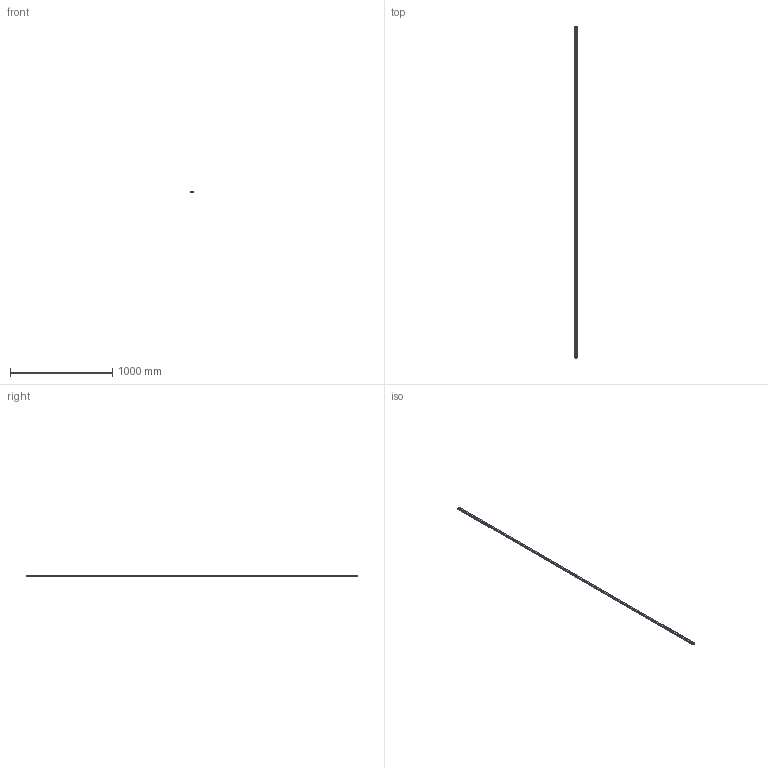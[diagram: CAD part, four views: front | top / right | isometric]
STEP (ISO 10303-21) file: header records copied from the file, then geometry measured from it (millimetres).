
FILE_DESCRIPTION(('STEP AP214'),'1');
FILE_NAME('cctmp_195BE1D0-0F1B-4395-9A46-7E504646C20D_2021_02_09_11_52_54_0128..stp','2021-02-09T10:52:54',('HIWIN GmbH'),('CADClick - www.CADClick.com'),'Spatial InterOp 3D',' ','unknown authorization');
FILE_SCHEMA(('AUTOMOTIVE_DESIGN'));
Length unit declared in the file: millimetre
Products named in the file (1): EGR20R3250C_FILE
Bounding box: 20 x 3250 x 15.5 mm (x, y, z)
Volume: 872266.6 mm3; surface area: 259745.1 mm2
Topology: 1 solids, 1 shells, 751 faces, 1695 edges, 1058 vertices
Faces by surface type: plane 409, cylinder 342
Entity records: 27153 total; most frequent: DIRECTION 4099, CARTESIAN_POINT 3505, ORIENTED_EDGE 3390, EDGE_CURVE 1695, AXIS2_PLACEMENT_3D 1652, VERTEX_POINT 1058, EDGE_LOOP 863, LINE 795
